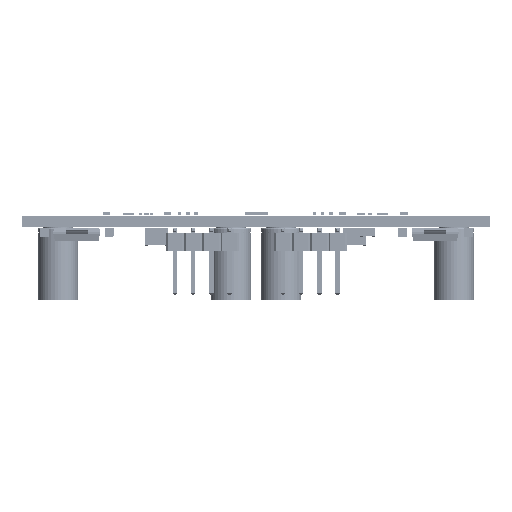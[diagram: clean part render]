
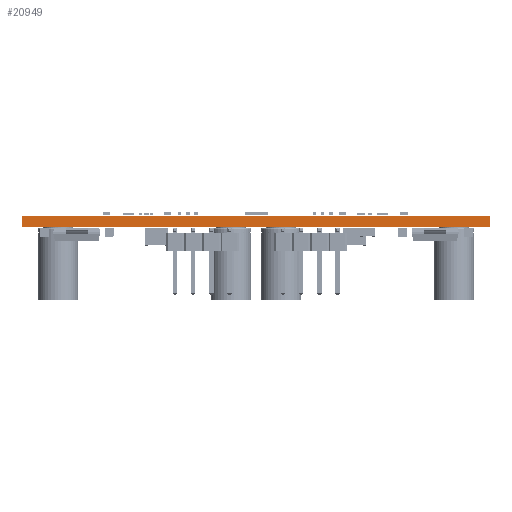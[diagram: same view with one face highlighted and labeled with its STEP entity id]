
A CAD part, left-side view. The second image highlights one B-rep face of the part: STEP entity #20949.
In plain terms, the highlighted planar face has unit normal (-1, 0, 0).
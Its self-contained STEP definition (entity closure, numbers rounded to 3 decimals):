
#20893 = VERTEX_POINT('',#20894);
#20894 = CARTESIAN_POINT('',(0.,0.,1.6));
#20900 = EDGE_CURVE('',#20901,#20893,#20903,.T.);
#20901 = VERTEX_POINT('',#20902);
#20902 = CARTESIAN_POINT('',(0.,-0.,0.));
#20903 = LINE('',#20904,#20905);
#20904 = CARTESIAN_POINT('',(0.,-0.,0.));
#20905 = VECTOR('',#20906,1.);
#20906 = DIRECTION('',(0.,0.,1.));
#20949 = ADVANCED_FACE('',(#20950),#20975,.T.);
#20950 = FACE_BOUND('',#20951,.T.);
#20951 = EDGE_LOOP('',(#20952,#20953,#20961,#20969));
#20952 = ORIENTED_EDGE('',*,*,#20900,.T.);
#20953 = ORIENTED_EDGE('',*,*,#20954,.T.);
#20954 = EDGE_CURVE('',#20893,#20955,#20957,.T.);
#20955 = VERTEX_POINT('',#20956);
#20956 = CARTESIAN_POINT('',(0.,65.,1.6));
#20957 = LINE('',#20958,#20959);
#20958 = CARTESIAN_POINT('',(0.,0.,1.6));
#20959 = VECTOR('',#20960,1.);
#20960 = DIRECTION('',(0.,1.,0.));
#20961 = ORIENTED_EDGE('',*,*,#20962,.F.);
#20962 = EDGE_CURVE('',#20963,#20955,#20965,.T.);
#20963 = VERTEX_POINT('',#20964);
#20964 = CARTESIAN_POINT('',(0.,65.,0.));
#20965 = LINE('',#20966,#20967);
#20966 = CARTESIAN_POINT('',(0.,65.,0.));
#20967 = VECTOR('',#20968,1.);
#20968 = DIRECTION('',(0.,0.,1.));
#20969 = ORIENTED_EDGE('',*,*,#20970,.F.);
#20970 = EDGE_CURVE('',#20901,#20963,#20971,.T.);
#20971 = LINE('',#20972,#20973);
#20972 = CARTESIAN_POINT('',(0.,-0.,0.));
#20973 = VECTOR('',#20974,1.);
#20974 = DIRECTION('',(0.,1.,0.));
#20975 = PLANE('',#20976);
#20976 = AXIS2_PLACEMENT_3D('',#20977,#20978,#20979);
#20977 = CARTESIAN_POINT('',(0.,0.,0.));
#20978 = DIRECTION('',(-1.,0.,0.));
#20979 = DIRECTION('',(0.,1.,0.));
